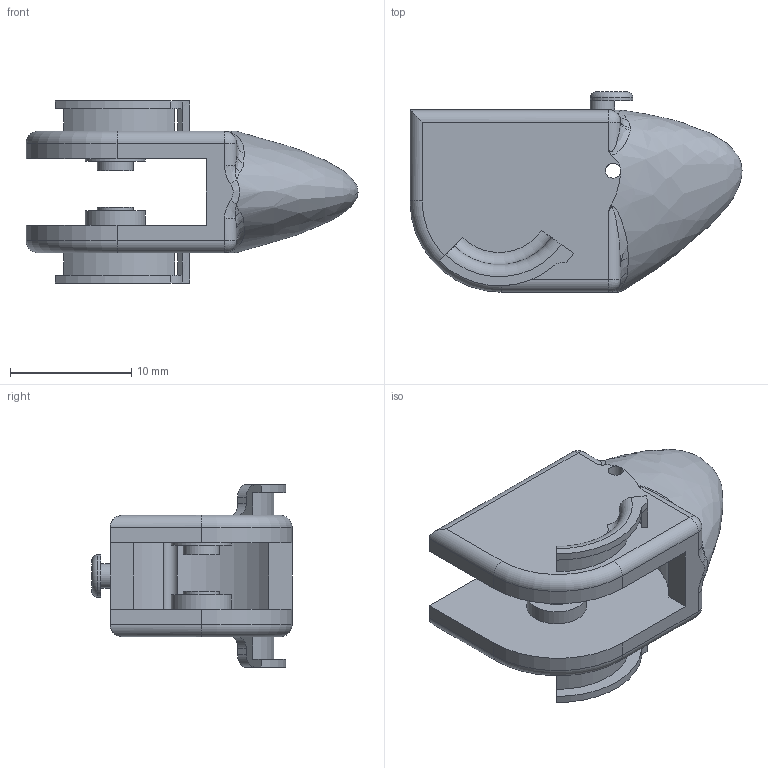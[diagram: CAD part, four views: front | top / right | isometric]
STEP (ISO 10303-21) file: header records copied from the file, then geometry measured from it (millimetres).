
FILE_DESCRIPTION(/* description */ (''),/* implementation_level */ '2;1');
FILE_NAME(/* name */ 'MCPDistal.step',/* time_stamp */ '2024-03-07T16:35:12+07:00',/* author */ (''),/* organization */ (''),/* preprocessor_version */ 'ST-DEVELOPER v20',/* originating_system */ 'Autodesk Translation Framework v12.20.1.177',/* authorisation */ '');
FILE_SCHEMA (('AUTOMOTIVE_DESIGN { 1 0 10303 214 3 1 1 }'));
Length unit declared in the file: millimetre
Products named in the file (2): Pam's index finger; Distal
Assembly tree (1 placements, depth 2):
  Pam's index finger
    Distal
Bounding box: 27.35 x 16.5 x 15 mm (x, y, z)
Volume: 1870.8 mm3; surface area: 1778.2 mm2
Topology: 1 solids, 1 shells, 99 faces, 266 edges, 164 vertices
Faces by surface type: cylinder 37, plane 28, bspline 23, torus 7, sphere 4
Full cylindrical faces by diameter (mm): 1.25 x1, 2 x1, 2.95 x2, 3.5 x1, 4.95 x2
Entity records: 4095 total; most frequent: CARTESIAN_POINT 1669, ORIENTED_EDGE 522, DIRECTION 473, EDGE_CURVE 261, AXIS2_PLACEMENT_3D 189, VERTEX_POINT 164, CIRCLE 108, EDGE_LOOP 107
